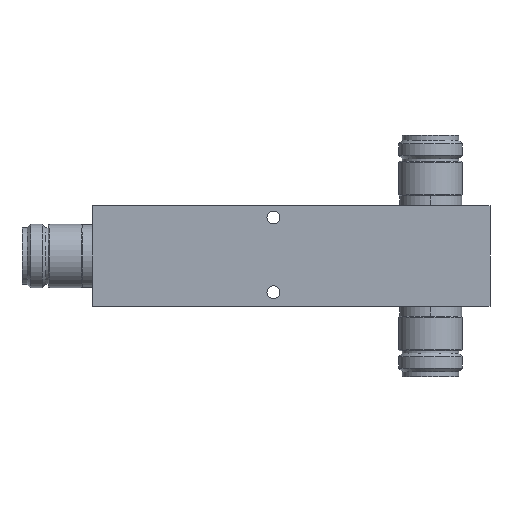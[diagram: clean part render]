
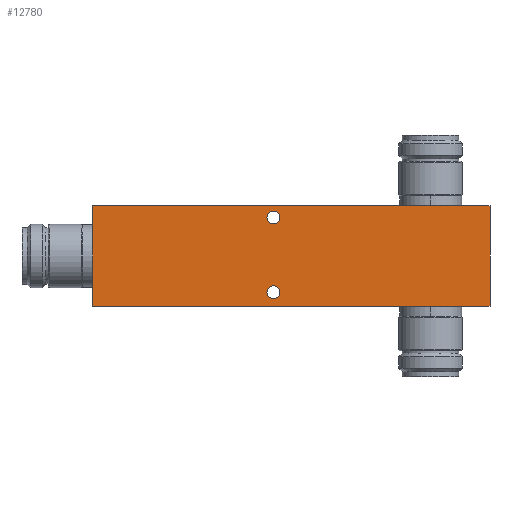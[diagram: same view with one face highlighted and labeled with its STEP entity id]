
A CAD part, front view. The second image highlights one B-rep face of the part: STEP entity #12780.
In plain terms, the highlighted planar face has unit normal (0, -1, 0).
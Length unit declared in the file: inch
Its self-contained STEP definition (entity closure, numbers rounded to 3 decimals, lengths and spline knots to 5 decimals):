
#301 = ORIENTED_EDGE ( 'NONE', *, *, #72936, .F. ) ;
#871 = EDGE_CURVE ( 'NONE', #45171, #43208, #64672, .T. ) ;
#969 = AXIS2_PLACEMENT_3D ( 'NONE', #35108, #29411, #27902 ) ;
#2227 = FACE_OUTER_BOUND ( 'NONE', #44020, .T. ) ;
#2640 = LINE ( 'NONE', #37219, #38882 ) ;
#3319 = CARTESIAN_POINT ( 'NONE',  ( 1.94, 0., 0.49213 ) ) ;
#3502 = VERTEX_POINT ( 'NONE', #60028 ) ;
#4117 = LINE ( 'NONE', #9459, #69645 ) ;
#7989 = CARTESIAN_POINT ( 'NONE',  ( -1.94, 0., -0.49213 ) ) ;
#8401 = ORIENTED_EDGE ( 'NONE', *, *, #30447, .T. ) ;
#8535 = CARTESIAN_POINT ( 'NONE',  ( -0.175, 0., -0.29134 ) ) ;
#9459 = CARTESIAN_POINT ( 'NONE',  ( 1.94, 0., 0.49213 ) ) ;
#12611 = CARTESIAN_POINT ( 'NONE',  ( -0.175, 0., -0.35433 ) ) ;
#12780 = ADVANCED_FACE ( 'NONE', ( #65478, #2227, #25433 ), #60225, .T. ) ;
#13118 = DIRECTION ( 'NONE',  ( 0., 0., 1. ) ) ;
#13879 = VECTOR ( 'NONE', #13118, 39.37008 ) ;
#17739 = EDGE_CURVE ( 'NONE', #43208, #45171, #65792, .T. ) ;
#19793 = CARTESIAN_POINT ( 'NONE',  ( -0.175, 0., -0.35433 ) ) ;
#21292 = CARTESIAN_POINT ( 'NONE',  ( -0.175, 0., 0.43866 ) ) ;
#21820 = EDGE_CURVE ( 'NONE', #69371, #28837, #2640, .T. ) ;
#22660 = ORIENTED_EDGE ( 'NONE', *, *, #54940, .F. ) ;
#25433 = FACE_BOUND ( 'NONE', #71931, .T. ) ;
#27620 = CARTESIAN_POINT ( 'NONE',  ( -1.94, 0., -0.49213 ) ) ;
#27902 = DIRECTION ( 'NONE',  ( 0., 0., 1. ) ) ;
#28666 = VERTEX_POINT ( 'NONE', #21292 ) ;
#28837 = VERTEX_POINT ( 'NONE', #3319 ) ;
#29411 = DIRECTION ( 'NONE',  ( 0., 1., 0. ) ) ;
#30447 = EDGE_CURVE ( 'NONE', #47560, #28666, #33719, .T. ) ;
#32029 = AXIS2_PLACEMENT_3D ( 'NONE', #19793, #66278, #65920 ) ;
#33719 = CIRCLE ( 'NONE', #969, 0.06299 ) ;
#34158 = CARTESIAN_POINT ( 'NONE',  ( -1.94, 0., 0.49213 ) ) ;
#35108 = CARTESIAN_POINT ( 'NONE',  ( -0.175, 0., 0.37567 ) ) ;
#35772 = DIRECTION ( 'NONE',  ( 0., 1., 0. ) ) ;
#36338 = EDGE_CURVE ( 'NONE', #28666, #47560, #73151, .T. ) ;
#36829 = EDGE_CURVE ( 'NONE', #28837, #3502, #4117, .T. ) ;
#37219 = CARTESIAN_POINT ( 'NONE',  ( -1.94, 0., 0.49213 ) ) ;
#38882 = VECTOR ( 'NONE', #71999, 39.37008 ) ;
#40142 = ORIENTED_EDGE ( 'NONE', *, *, #871, .T. ) ;
#40156 = LINE ( 'NONE', #34158, #13879 ) ;
#41044 = CARTESIAN_POINT ( 'NONE',  ( -0.175, 0., 0.31268 ) ) ;
#43208 = VERTEX_POINT ( 'NONE', #74203 ) ;
#44020 = EDGE_LOOP ( 'NONE', ( #68618, #47818, #22660, #301 ) ) ;
#44273 = DIRECTION ( 'NONE',  ( 0., -1., 0. ) ) ;
#45171 = VERTEX_POINT ( 'NONE', #8535 ) ;
#47560 = VERTEX_POINT ( 'NONE', #41044 ) ;
#47772 = VECTOR ( 'NONE', #51451, 39.37008 ) ;
#47818 = ORIENTED_EDGE ( 'NONE', *, *, #21820, .F. ) ;
#50815 = CARTESIAN_POINT ( 'NONE',  ( -1.94, 0., 0.49213 ) ) ;
#51451 = DIRECTION ( 'NONE',  ( -1., 0., 0. ) ) ;
#52784 = ORIENTED_EDGE ( 'NONE', *, *, #17739, .T. ) ;
#53116 = ORIENTED_EDGE ( 'NONE', *, *, #36338, .T. ) ;
#54687 = VERTEX_POINT ( 'NONE', #7989 ) ;
#54940 = EDGE_CURVE ( 'NONE', #54687, #69371, #40156, .T. ) ;
#57316 = AXIS2_PLACEMENT_3D ( 'NONE', #66232, #44273, #66599 ) ;
#58816 = DIRECTION ( 'NONE',  ( 0., 0., 1. ) ) ;
#58957 = DIRECTION ( 'NONE',  ( 0., 0., 1. ) ) ;
#60028 = CARTESIAN_POINT ( 'NONE',  ( 1.94, 0., -0.49213 ) ) ;
#60225 = PLANE ( 'NONE',  #57316 ) ;
#61100 = AXIS2_PLACEMENT_3D ( 'NONE', #12611, #35772, #58816 ) ;
#64672 = CIRCLE ( 'NONE', #61100, 0.06299 ) ;
#65478 = FACE_BOUND ( 'NONE', #69167, .T. ) ;
#65792 = CIRCLE ( 'NONE', #32029, 0.06299 ) ;
#65920 = DIRECTION ( 'NONE',  ( 0., 0., 1. ) ) ;
#66232 = CARTESIAN_POINT ( 'NONE',  ( 0., 0., 0. ) ) ;
#66278 = DIRECTION ( 'NONE',  ( 0., 1., 0. ) ) ;
#66599 = DIRECTION ( 'NONE',  ( 0., 0., -1. ) ) ;
#68020 = DIRECTION ( 'NONE',  ( 0., 1., 0. ) ) ;
#68618 = ORIENTED_EDGE ( 'NONE', *, *, #36829, .F. ) ;
#69167 = EDGE_LOOP ( 'NONE', ( #52784, #40142 ) ) ;
#69371 = VERTEX_POINT ( 'NONE', #50815 ) ;
#69645 = VECTOR ( 'NONE', #73073, 39.37008 ) ;
#71931 = EDGE_LOOP ( 'NONE', ( #8401, #53116 ) ) ;
#71935 = AXIS2_PLACEMENT_3D ( 'NONE', #73711, #68020, #58957 ) ;
#71999 = DIRECTION ( 'NONE',  ( 1., 0., 0. ) ) ;
#72936 = EDGE_CURVE ( 'NONE', #3502, #54687, #73380, .T. ) ;
#73073 = DIRECTION ( 'NONE',  ( 0., 0., -1. ) ) ;
#73151 = CIRCLE ( 'NONE', #71935, 0.06299 ) ;
#73380 = LINE ( 'NONE', #27620, #47772 ) ;
#73711 = CARTESIAN_POINT ( 'NONE',  ( -0.175, 0., 0.37567 ) ) ;
#74203 = CARTESIAN_POINT ( 'NONE',  ( -0.175, 0., -0.41732 ) ) ;
